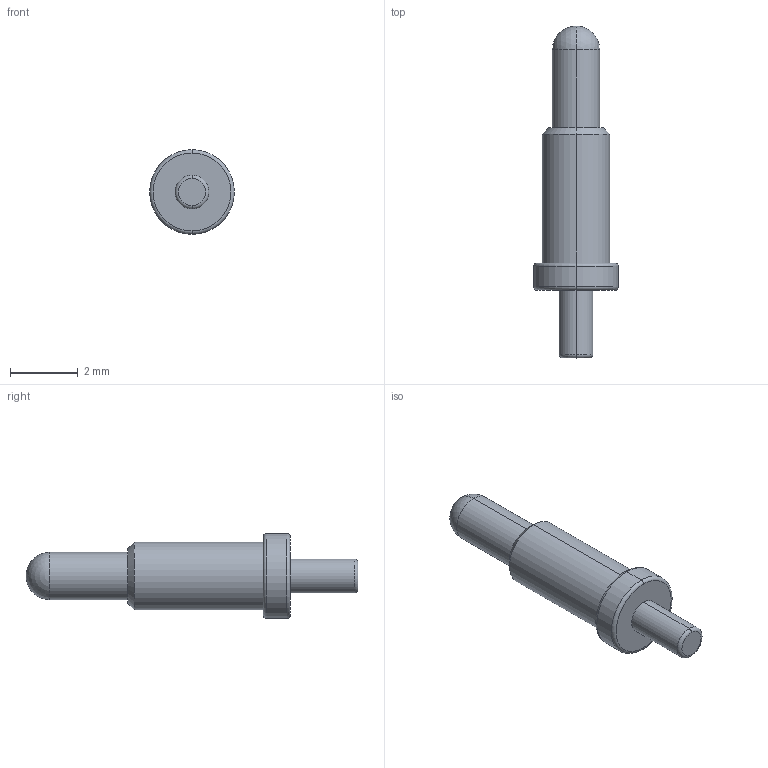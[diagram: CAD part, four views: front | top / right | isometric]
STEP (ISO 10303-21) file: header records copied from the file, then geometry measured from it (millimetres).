
FILE_DESCRIPTION (( 'STEP AP203' ), '1' );
FILE_NAME ('A783.STEP', '2021-02-08T08:05:51', ( '' ), ( '' ), 'SwSTEP 2.0', 'SolidWorks 2020', '' );
FILE_SCHEMA (( 'CONFIG_CONTROL_DESIGN' ));
Length unit declared in the file: millimetre
Products named in the file (1): A783
Bounding box: 2.5 x 9.8 x 2.5 mm (x, y, z)
Volume: 22.2 mm3; surface area: 57.6 mm2
Topology: 1 solids, 1 shells, 22 faces, 46 edges, 27 vertices
Faces by surface type: cylinder 8, torus 6, plane 4, cone 2, sphere 2
Entity records: 643 total; most frequent: DIRECTION 120, CARTESIAN_POINT 90, ORIENTED_EDGE 84, AXIS2_PLACEMENT_3D 55, EDGE_CURVE 42, CIRCLE 32, EDGE_LOOP 25, VERTEX_POINT 25
